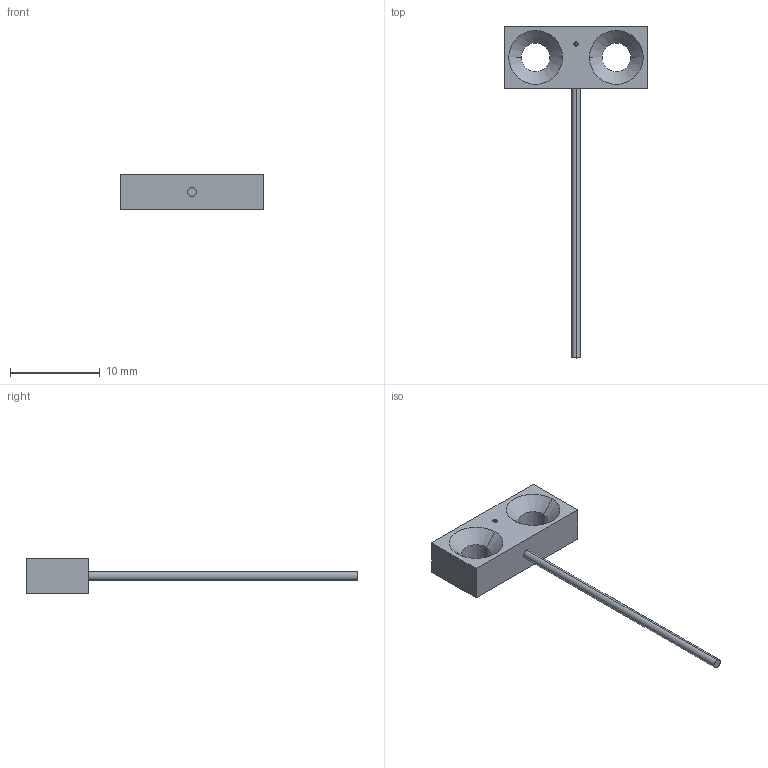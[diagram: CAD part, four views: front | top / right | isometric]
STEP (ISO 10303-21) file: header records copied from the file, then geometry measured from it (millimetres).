
FILE_DESCRIPTION (( 'STEP AP214' ), '1' );
FILE_NAME ('GPF-T028-LF.STEP', '2017-11-17T23:50:39', ( '' ), ( '' ), 'SwSTEP 2.0', 'SolidWorks 2018', '' );
FILE_SCHEMA (( 'AUTOMOTIVE_DESIGN' ));
Length unit declared in the file: millimetre
Products named in the file (4): GPF-T028-LF_HEAD; GPF-T028-LF; GPF-T028-LF_FIBER; GPF-T028-LF_LENS
Assembly tree (3 placements, depth 2):
  GPF-T028-LF
    GPF-T028-LF_HEAD
    GPF-T028-LF_FIBER
    GPF-T028-LF_LENS
Bounding box: 16 x 37 x 4 mm (x, y, z)
Volume: 381.8 mm3; surface area: 541 mm2
Topology: 3 solids, 3 shells, 25 faces, 50 edges, 32 vertices
Faces by surface type: plane 11, cylinder 10, cone 4
Entity records: 818 total; most frequent: DIRECTION 136, CARTESIAN_POINT 113, ORIENTED_EDGE 100, AXIS2_PLACEMENT_3D 55, EDGE_CURVE 50, VERTEX_POINT 32, EDGE_LOOP 30, LINE 26
